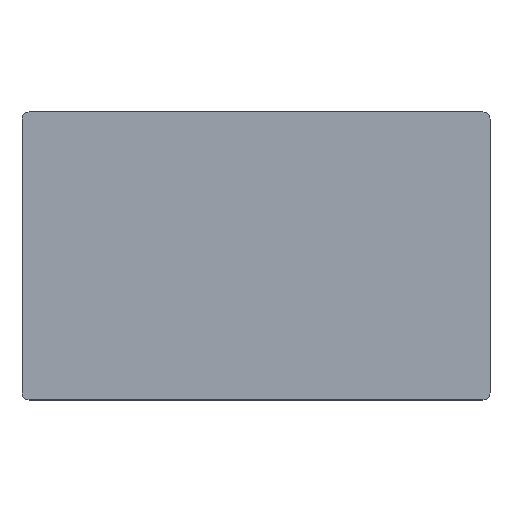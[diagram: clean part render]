
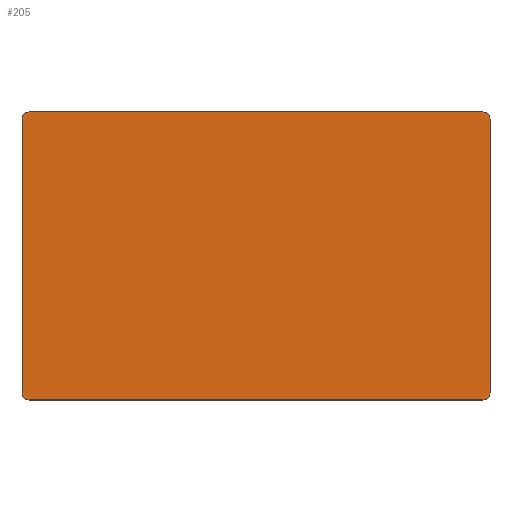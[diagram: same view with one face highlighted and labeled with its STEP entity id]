
A CAD part, top view. The second image highlights one B-rep face of the part: STEP entity #205.
In plain terms, the highlighted planar face has unit normal (0, 0, 1).
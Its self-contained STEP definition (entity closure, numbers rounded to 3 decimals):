
#46=CARTESIAN_POINT('',(31.5,19.,0.));
#47=DIRECTION('',(0.,0.,1.));
#48=DIRECTION('',(1.,0.,0.));
#49=AXIS2_PLACEMENT_3D('',#46,#47,#48);
#51=DIRECTION('',(0.,1.,0.));
#52=VECTOR('',#51,38.);
#53=CARTESIAN_POINT('',(32.5,-19.,0.));
#54=LINE('',#53,#52);
#55=CARTESIAN_POINT('',(31.5,-19.,0.));
#56=DIRECTION('',(0.,0.,1.));
#57=DIRECTION('',(0.,-1.,0.));
#58=AXIS2_PLACEMENT_3D('',#55,#56,#57);
#60=DIRECTION('',(1.,0.,0.));
#61=VECTOR('',#60,63.);
#62=CARTESIAN_POINT('',(-31.5,-20.,0.));
#63=LINE('',#62,#61);
#64=CARTESIAN_POINT('',(-31.5,-19.,0.));
#65=DIRECTION('',(0.,0.,1.));
#66=DIRECTION('',(-1.,0.,0.));
#67=AXIS2_PLACEMENT_3D('',#64,#65,#66);
#69=DIRECTION('',(0.,-1.,0.));
#70=VECTOR('',#69,38.);
#71=CARTESIAN_POINT('',(-32.5,19.,0.));
#72=LINE('',#71,#70);
#73=CARTESIAN_POINT('',(-31.5,19.,0.));
#74=DIRECTION('',(0.,0.,1.));
#75=DIRECTION('',(0.,1.,0.));
#76=AXIS2_PLACEMENT_3D('',#73,#74,#75);
#78=DIRECTION('',(-1.,0.,0.));
#79=VECTOR('',#78,63.);
#80=CARTESIAN_POINT('',(31.5,20.,0.));
#81=LINE('',#80,#79);
#154=CARTESIAN_POINT('',(32.5,19.,0.));
#155=VERTEX_POINT('',#154);
#156=CARTESIAN_POINT('',(31.5,20.,0.));
#157=VERTEX_POINT('',#156);
#162=CARTESIAN_POINT('',(31.5,-20.,0.));
#163=VERTEX_POINT('',#162);
#164=CARTESIAN_POINT('',(32.5,-19.,0.));
#165=VERTEX_POINT('',#164);
#170=CARTESIAN_POINT('',(-32.5,-19.,0.));
#171=VERTEX_POINT('',#170);
#172=CARTESIAN_POINT('',(-31.5,-20.,0.));
#173=VERTEX_POINT('',#172);
#178=CARTESIAN_POINT('',(-31.5,20.,0.));
#179=VERTEX_POINT('',#178);
#180=CARTESIAN_POINT('',(-32.5,19.,0.));
#181=VERTEX_POINT('',#180);
#182=CARTESIAN_POINT('',(0.,0.,0.));
#183=DIRECTION('',(0.,0.,1.));
#184=DIRECTION('',(1.,0.,0.));
#185=AXIS2_PLACEMENT_3D('',#182,#183,#184);
#186=PLANE('',#185);
#188=ORIENTED_EDGE('',*,*,#187,.F.);
#190=ORIENTED_EDGE('',*,*,#189,.F.);
#192=ORIENTED_EDGE('',*,*,#191,.F.);
#194=ORIENTED_EDGE('',*,*,#193,.F.);
#196=ORIENTED_EDGE('',*,*,#195,.F.);
#198=ORIENTED_EDGE('',*,*,#197,.F.);
#200=ORIENTED_EDGE('',*,*,#199,.F.);
#202=ORIENTED_EDGE('',*,*,#201,.F.);
#203=EDGE_LOOP('',(#188,#190,#192,#194,#196,#198,#200,#202));
#204=FACE_OUTER_BOUND('',#203,.F.);
#50=CIRCLE('',#49,1.);
#59=CIRCLE('',#58,1.);
#68=CIRCLE('',#67,1.);
#77=CIRCLE('',#76,1.);
#187=EDGE_CURVE('',#155,#157,#50,.T.);
#189=EDGE_CURVE('',#165,#155,#54,.T.);
#191=EDGE_CURVE('',#163,#165,#59,.T.);
#193=EDGE_CURVE('',#173,#163,#63,.T.);
#195=EDGE_CURVE('',#171,#173,#68,.T.);
#197=EDGE_CURVE('',#181,#171,#72,.T.);
#199=EDGE_CURVE('',#179,#181,#77,.T.);
#201=EDGE_CURVE('',#157,#179,#81,.T.);
#205=ADVANCED_FACE('',(#204),#186,.T.);
